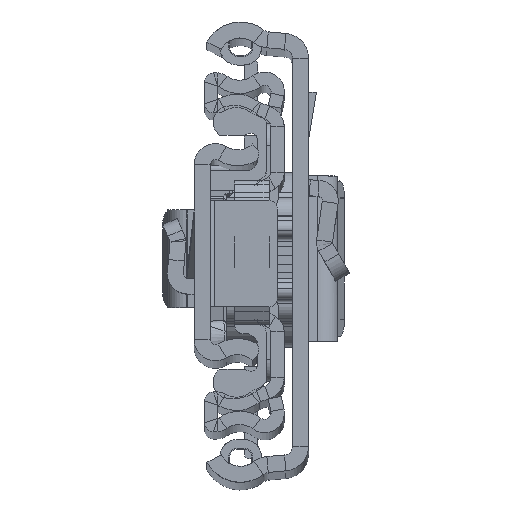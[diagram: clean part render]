
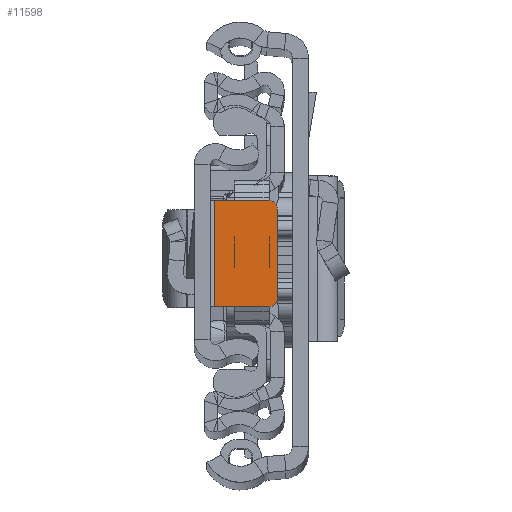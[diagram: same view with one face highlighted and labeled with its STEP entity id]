
A CAD part, top view. The second image highlights one B-rep face of the part: STEP entity #11598.
In plain terms, the highlighted planar face has unit normal (0, 0, 1).
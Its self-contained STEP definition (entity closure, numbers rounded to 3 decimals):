
#37 = CARTESIAN_POINT ( 'NONE',  ( -8.4, -5.849, -6.8 ) ) ;
#608 = VERTEX_POINT ( 'NONE', #25049 ) ;
#966 = CARTESIAN_POINT ( 'NONE',  ( -9.4, 6.151, -6.8 ) ) ;
#1054 = VECTOR ( 'NONE', #19474, 1000. ) ;
#2064 = ORIENTED_EDGE ( 'NONE', *, *, #21178, .T. ) ;
#3255 = PLANE ( 'NONE',  #8848 ) ;
#3305 = EDGE_CURVE ( 'NONE', #23886, #6437, #30080, .T. ) ;
#3838 = DIRECTION ( 'NONE',  ( 1., 0., 0. ) ) ;
#4175 = ORIENTED_EDGE ( 'NONE', *, *, #3305, .F. ) ;
#5238 = DIRECTION ( 'NONE',  ( 0., 0., 1. ) ) ;
#5823 = DIRECTION ( 'NONE',  ( 0., 0., 1. ) ) ;
#5957 = VECTOR ( 'NONE', #22605, 1000. ) ;
#6118 = CARTESIAN_POINT ( 'NONE',  ( -2.3, -5.849, -6.8 ) ) ;
#6437 = VERTEX_POINT ( 'NONE', #25469 ) ;
#7650 = CARTESIAN_POINT ( 'NONE',  ( -8.4, 6.151, -6.8 ) ) ;
#8848 = AXIS2_PLACEMENT_3D ( 'NONE', #19184, #5238, #14504 ) ;
#8927 = EDGE_CURVE ( 'NONE', #6437, #13358, #27318, .T. ) ;
#9926 = CARTESIAN_POINT ( 'NONE',  ( -8.4, -4.849, -6.8 ) ) ;
#10544 = EDGE_CURVE ( 'NONE', #608, #28489, #13100, .T. ) ;
#11292 = VECTOR ( 'NONE', #25170, 1000. ) ;
#11598 = ADVANCED_FACE ( 'NONE', ( #24056 ), #3255, .T. ) ;
#13100 = LINE ( 'NONE', #966, #1054 ) ;
#13308 = AXIS2_PLACEMENT_3D ( 'NONE', #9926, #5823, #15090 ) ;
#13358 = VERTEX_POINT ( 'NONE', #6118 ) ;
#13363 = CARTESIAN_POINT ( 'NONE',  ( -9.4, -5.849, -6.8 ) ) ;
#13789 = AXIS2_PLACEMENT_3D ( 'NONE', #24642, #15536, #3838 ) ;
#14504 = DIRECTION ( 'NONE',  ( 1., 0., 0. ) ) ;
#15090 = DIRECTION ( 'NONE',  ( 1., 0., 0. ) ) ;
#15536 = DIRECTION ( 'NONE',  ( 0., 0., 1. ) ) ;
#15917 = CARTESIAN_POINT ( 'NONE',  ( -2.3, 6.151, -6.8 ) ) ;
#15995 = CARTESIAN_POINT ( 'NONE',  ( -9.4, 5.151, -6.8 ) ) ;
#17424 = ORIENTED_EDGE ( 'NONE', *, *, #10544, .F. ) ;
#17688 = ORIENTED_EDGE ( 'NONE', *, *, #8927, .F. ) ;
#17906 = LINE ( 'NONE', #13363, #5957 ) ;
#18560 = EDGE_CURVE ( 'NONE', #13358, #22761, #17906, .T. ) ;
#18638 = CARTESIAN_POINT ( 'NONE',  ( -1.8, 6.151, -6.8 ) ) ;
#19184 = CARTESIAN_POINT ( 'NONE',  ( 0., 0., -6.8 ) ) ;
#19474 = DIRECTION ( 'NONE',  ( 0., 1., 0. ) ) ;
#20561 = CIRCLE ( 'NONE', #13789, 1. ) ;
#21178 = EDGE_CURVE ( 'NONE', #608, #22761, #26400, .T. ) ;
#22605 = DIRECTION ( 'NONE',  ( -1., 0., 0. ) ) ;
#22761 = VERTEX_POINT ( 'NONE', #37 ) ;
#23886 = VERTEX_POINT ( 'NONE', #7650 ) ;
#24056 = FACE_OUTER_BOUND ( 'NONE', #28210, .T. ) ;
#24642 = CARTESIAN_POINT ( 'NONE',  ( -8.4, 5.151, -6.8 ) ) ;
#25049 = CARTESIAN_POINT ( 'NONE',  ( -9.4, -4.849, -6.8 ) ) ;
#25170 = DIRECTION ( 'NONE',  ( 0., -1., 0. ) ) ;
#25359 = VECTOR ( 'NONE', #27789, 1000. ) ;
#25469 = CARTESIAN_POINT ( 'NONE',  ( -2.3, 6.151, -6.8 ) ) ;
#26220 = EDGE_CURVE ( 'NONE', #23886, #28489, #20561, .T. ) ;
#26400 = CIRCLE ( 'NONE', #13308, 1. ) ;
#27156 = ORIENTED_EDGE ( 'NONE', *, *, #26220, .T. ) ;
#27318 = LINE ( 'NONE', #15917, #11292 ) ;
#27789 = DIRECTION ( 'NONE',  ( 1., 0., 0. ) ) ;
#28210 = EDGE_LOOP ( 'NONE', ( #17424, #2064, #29293, #17688, #4175, #27156 ) ) ;
#28489 = VERTEX_POINT ( 'NONE', #15995 ) ;
#29293 = ORIENTED_EDGE ( 'NONE', *, *, #18560, .F. ) ;
#30080 = LINE ( 'NONE', #18638, #25359 ) ;
